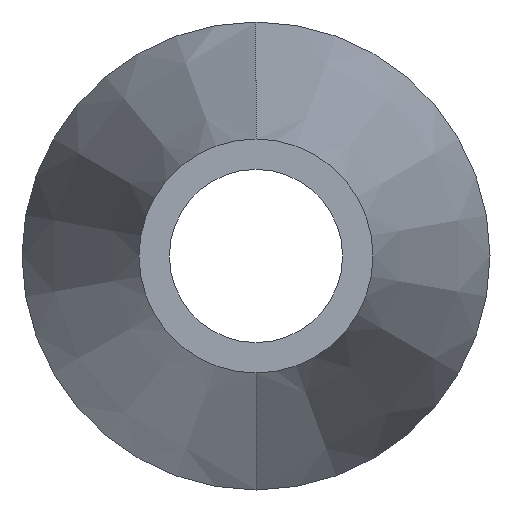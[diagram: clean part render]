
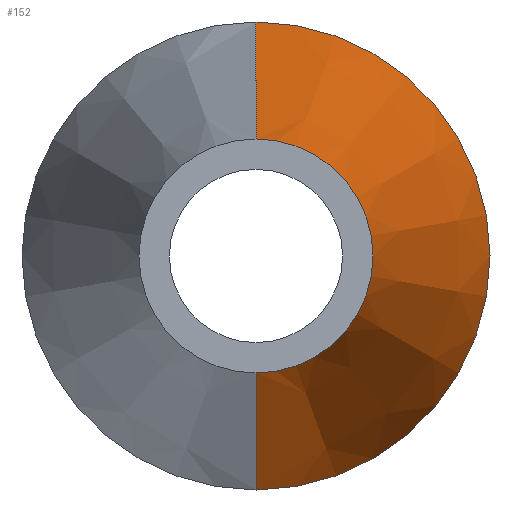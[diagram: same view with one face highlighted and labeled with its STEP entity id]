
A CAD part, front view. The second image highlights one B-rep face of the part: STEP entity #152.
In plain terms, the highlighted conical face has half-angle 14.036 degrees and reference radius 6.35 mm.
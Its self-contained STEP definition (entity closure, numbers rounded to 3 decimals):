
#6 = VERTEX_POINT ( 'NONE', #18 ) ;
#10 = LINE ( 'NONE', #312, #73 ) ;
#18 = CARTESIAN_POINT ( 'NONE',  ( 0., 0., -6.35 ) ) ;
#26 = ORIENTED_EDGE ( 'NONE', *, *, #163, .F. ) ;
#52 = AXIS2_PLACEMENT_3D ( 'NONE', #124, #85, #119 ) ;
#63 = DIRECTION ( 'NONE',  ( 0., -1., 0. ) ) ;
#65 = VECTOR ( 'NONE', #168, 1000. ) ;
#71 = ORIENTED_EDGE ( 'NONE', *, *, #291, .F. ) ;
#73 = VECTOR ( 'NONE', #154, 1000. ) ;
#85 = DIRECTION ( 'NONE',  ( 0., 1., 0. ) ) ;
#89 = CARTESIAN_POINT ( 'NONE',  ( 0., 25.4, -12.7 ) ) ;
#107 = CIRCLE ( 'NONE', #297, 6.35 ) ;
#108 = CARTESIAN_POINT ( 'NONE',  ( 0., 25.4, 12.7 ) ) ;
#109 = VERTEX_POINT ( 'NONE', #108 ) ;
#119 = DIRECTION ( 'NONE',  ( 0., 0., 1. ) ) ;
#124 = CARTESIAN_POINT ( 'NONE',  ( 0., 0., 0. ) ) ;
#127 = CARTESIAN_POINT ( 'NONE',  ( 0., 0., -6.35 ) ) ;
#128 = CONICAL_SURFACE ( 'NONE', #52, 6.35, 0.245 ) ;
#137 = EDGE_CURVE ( 'NONE', #226, #109, #10, .T. ) ;
#152 = ADVANCED_FACE ( 'NONE', ( #292 ), #128, .T. ) ;
#154 = DIRECTION ( 'NONE',  ( 0., 0.97, 0.243 ) ) ;
#163 = EDGE_CURVE ( 'NONE', #109, #279, #199, .T. ) ;
#168 = DIRECTION ( 'NONE',  ( 0., 0.97, -0.243 ) ) ;
#180 = AXIS2_PLACEMENT_3D ( 'NONE', #189, #227, #378 ) ;
#189 = CARTESIAN_POINT ( 'NONE',  ( 0., 25.4, 0. ) ) ;
#199 = CIRCLE ( 'NONE', #180, 12.7 ) ;
#226 = VERTEX_POINT ( 'NONE', #293 ) ;
#227 = DIRECTION ( 'NONE',  ( 0., 1., 0. ) ) ;
#251 = ORIENTED_EDGE ( 'NONE', *, *, #137, .F. ) ;
#262 = EDGE_CURVE ( 'NONE', #6, #279, #371, .T. ) ;
#263 = CARTESIAN_POINT ( 'NONE',  ( 0., 0., 0. ) ) ;
#279 = VERTEX_POINT ( 'NONE', #89 ) ;
#291 = EDGE_CURVE ( 'NONE', #6, #226, #107, .T. ) ;
#292 = FACE_OUTER_BOUND ( 'NONE', #335, .T. ) ;
#293 = CARTESIAN_POINT ( 'NONE',  ( 0., 0., 6.35 ) ) ;
#297 = AXIS2_PLACEMENT_3D ( 'NONE', #263, #63, #319 ) ;
#301 = ORIENTED_EDGE ( 'NONE', *, *, #262, .T. ) ;
#312 = CARTESIAN_POINT ( 'NONE',  ( 0., 0., 6.35 ) ) ;
#319 = DIRECTION ( 'NONE',  ( 0., 0., -1. ) ) ;
#335 = EDGE_LOOP ( 'NONE', ( #71, #301, #26, #251 ) ) ;
#371 = LINE ( 'NONE', #127, #65 ) ;
#378 = DIRECTION ( 'NONE',  ( 0., 0., 1. ) ) ;
